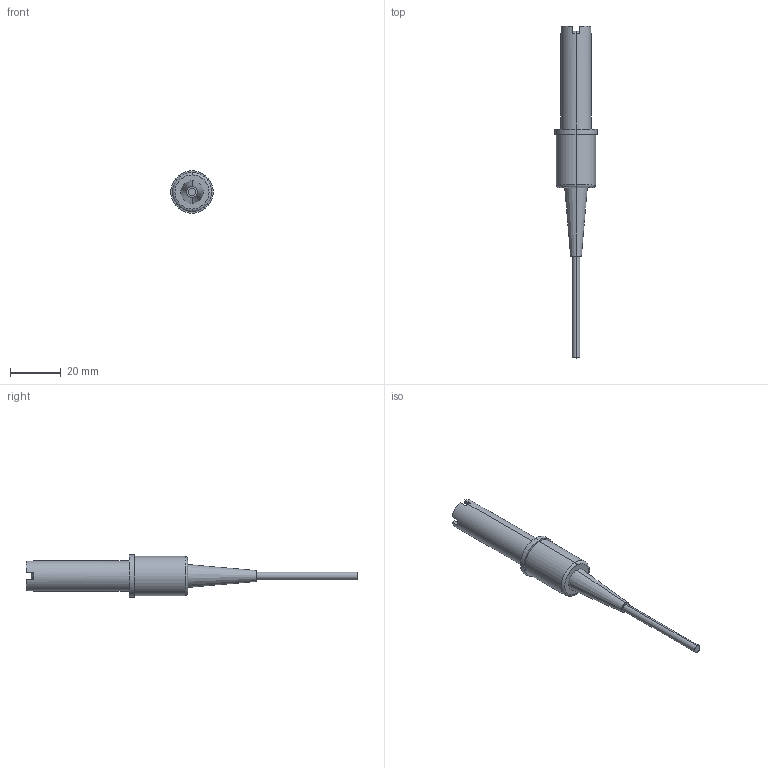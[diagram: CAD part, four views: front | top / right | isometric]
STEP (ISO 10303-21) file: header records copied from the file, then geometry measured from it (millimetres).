
FILE_DESCRIPTION (( 'STEP AP214' ), '1' );
FILE_NAME ('ENV-20-DO.STEP', '2020-01-31T17:28:40', ( '' ), ( '' ), 'SwSTEP 2.0', 'SolidWorks 2020', '' );
FILE_SCHEMA (( 'AUTOMOTIVE_DESIGN' ));
Length unit declared in the file: millimetre
Products named in the file (1): ENV-20-DO
Bounding box: 16.7 x 130.5 x 16.7 mm (x, y, z)
Volume: 9977.7 mm3; surface area: 4025.3 mm2
Topology: 1 solids, 1 shells, 37 faces, 88 edges, 58 vertices
Faces by surface type: plane 19, cylinder 12, torus 4, cone 2
Entity records: 1412 total; most frequent: DIRECTION 210, CARTESIAN_POINT 184, ORIENTED_EDGE 176, EDGE_CURVE 88, AXIS2_PLACEMENT_3D 84, VERTEX_POINT 58, CIRCLE 46, VECTOR 42
